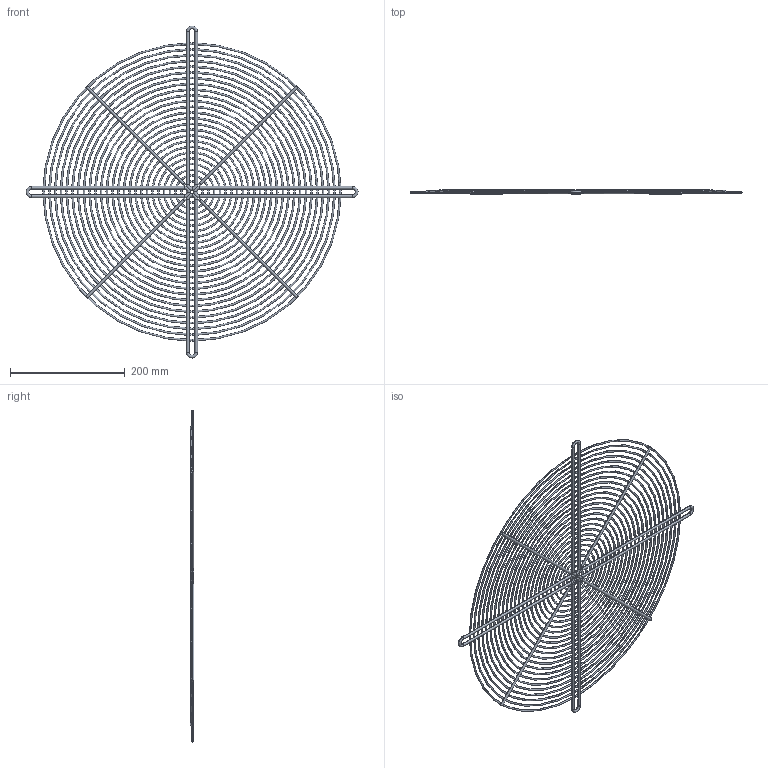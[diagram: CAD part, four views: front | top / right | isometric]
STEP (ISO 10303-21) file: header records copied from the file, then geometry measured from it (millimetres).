
FILE_DESCRIPTION (( 'STEP AP203' ), '1' );
FILE_NAME ('5RE9051_CCr 50.STEP', '2022-02-21T07:46:27', ( '' ), ( '' ), 'SwSTEP 2.0', 'SolidWorks 2018', '' );
FILE_SCHEMA (( 'CONFIG_CONTROL_DESIGN' ));
Length unit declared in the file: millimetre
Products named in the file (1): 5RE9051_CCr 50
Bounding box: 579 x 6.58 x 579 mm (x, y, z)
Volume: 183080.1 mm3; surface area: 228768.3 mm2
Topology: 1 solids, 1 shells, 160 faces, 932 edges, 768 vertices
Faces by surface type: torus 128, cylinder 24, plane 8
Entity records: 26205 total; most frequent: CARTESIAN_POINT 18377, ORIENTED_EDGE 1864, DIRECTION 938, EDGE_CURVE 932, VERTEX_POINT 768, EDGE_LOOP 756, B_SPLINE_CURVE_WITH_KNOTS 612, FACE_BOUND 596
